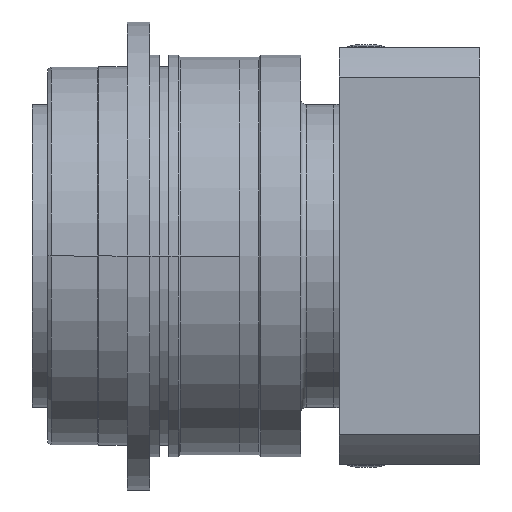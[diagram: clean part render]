
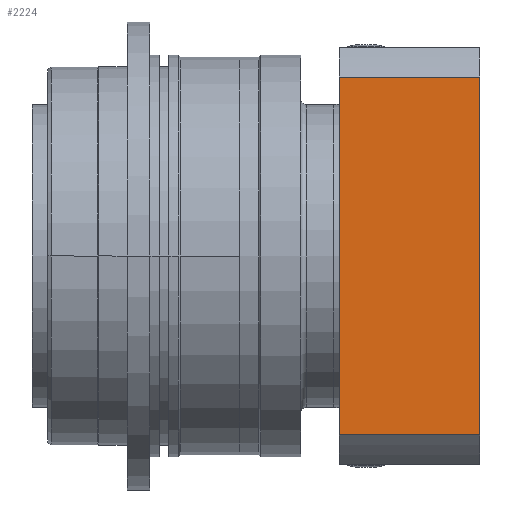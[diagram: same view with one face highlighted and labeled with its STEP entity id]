
A CAD part, front view. The second image highlights one B-rep face of the part: STEP entity #2224.
In plain terms, the highlighted planar face has unit normal (0, -1, 0).
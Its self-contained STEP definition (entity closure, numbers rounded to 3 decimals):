
#40 = VERTEX_POINT ( 'NONE', #14732 ) ;
#528 = DIRECTION ( 'NONE',  ( -1., 0., 0. ) ) ;
#603 = ORIENTED_EDGE ( 'NONE', *, *, #16708, .F. ) ;
#2224 = ADVANCED_FACE ( 'NONE', ( #9881 ), #5721, .F. ) ;
#2683 = LINE ( 'NONE', #9306, #14488 ) ;
#2783 = EDGE_LOOP ( 'NONE', ( #603, #3868, #6827, #5554 ) ) ;
#3180 = EDGE_CURVE ( 'NONE', #18801, #16183, #2683, .T. ) ;
#3868 = ORIENTED_EDGE ( 'NONE', *, *, #6290, .F. ) ;
#5554 = ORIENTED_EDGE ( 'NONE', *, *, #18676, .F. ) ;
#5602 = AXIS2_PLACEMENT_3D ( 'NONE', #10101, #16063, #7176 ) ;
#5721 = PLANE ( 'NONE',  #5602 ) ;
#6010 = VECTOR ( 'NONE', #14711, 1000. ) ;
#6218 = LINE ( 'NONE', #10835, #17566 ) ;
#6290 = EDGE_CURVE ( 'NONE', #16183, #40, #6218, .T. ) ;
#6827 = ORIENTED_EDGE ( 'NONE', *, *, #3180, .F. ) ;
#7176 = DIRECTION ( 'NONE',  ( 0., 0., -1. ) ) ;
#9306 = CARTESIAN_POINT ( 'NONE',  ( 126.5, -110., 0. ) ) ;
#9881 = FACE_OUTER_BOUND ( 'NONE', #2783, .T. ) ;
#10101 = CARTESIAN_POINT ( 'NONE',  ( 49.5, -110., -118.074 ) ) ;
#10397 = LINE ( 'NONE', #17619, #6010 ) ;
#10480 = VECTOR ( 'NONE', #15128, 1000. ) ;
#10617 = CARTESIAN_POINT ( 'NONE',  ( 126.5, -110., -94.472 ) ) ;
#10835 = CARTESIAN_POINT ( 'NONE',  ( 126.5, -110., -94.472 ) ) ;
#13640 = CARTESIAN_POINT ( 'NONE',  ( 52.5, -110., 0. ) ) ;
#14488 = VECTOR ( 'NONE', #16687, 1000. ) ;
#14711 = DIRECTION ( 'NONE',  ( 1., 0., 0. ) ) ;
#14732 = CARTESIAN_POINT ( 'NONE',  ( 52.5, -110., -94.472 ) ) ;
#15128 = DIRECTION ( 'NONE',  ( 0., 0., 1. ) ) ;
#16063 = DIRECTION ( 'NONE',  ( 0., 1., 0. ) ) ;
#16183 = VERTEX_POINT ( 'NONE', #10617 ) ;
#16507 = CARTESIAN_POINT ( 'NONE',  ( 126.5, -110., 94.472 ) ) ;
#16687 = DIRECTION ( 'NONE',  ( 0., 0., -1. ) ) ;
#16708 = EDGE_CURVE ( 'NONE', #40, #19155, #18394, .T. ) ;
#16868 = CARTESIAN_POINT ( 'NONE',  ( 52.5, -110., 94.472 ) ) ;
#17566 = VECTOR ( 'NONE', #528, 1000. ) ;
#17619 = CARTESIAN_POINT ( 'NONE',  ( 126.5, -110., 94.472 ) ) ;
#18394 = LINE ( 'NONE', #13640, #10480 ) ;
#18676 = EDGE_CURVE ( 'NONE', #19155, #18801, #10397, .T. ) ;
#18801 = VERTEX_POINT ( 'NONE', #16507 ) ;
#19155 = VERTEX_POINT ( 'NONE', #16868 ) ;
